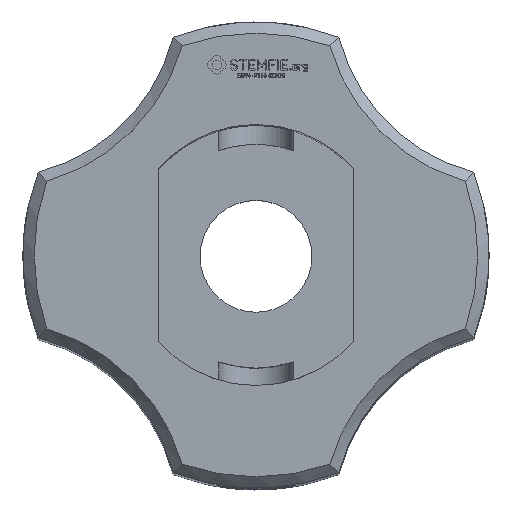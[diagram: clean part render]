
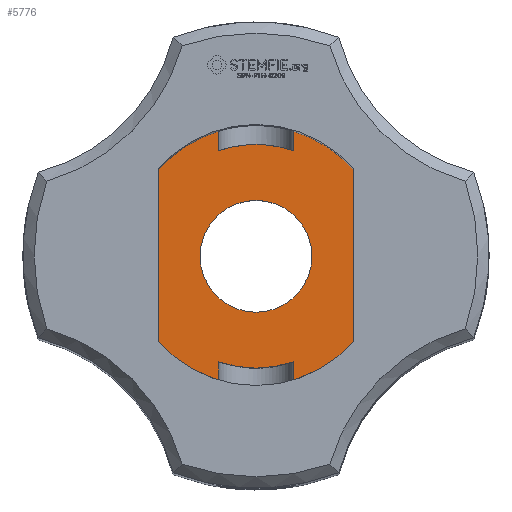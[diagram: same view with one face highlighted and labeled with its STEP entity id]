
A CAD part, top view. The second image highlights one B-rep face of the part: STEP entity #5776.
In plain terms, the highlighted planar face has unit normal (0, 0, 1).
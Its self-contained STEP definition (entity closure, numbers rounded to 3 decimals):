
#1052 = VERTEX_POINT('',#1053);
#1053 = CARTESIAN_POINT('',(2.829,0.998,11.));
#1067 = EDGE_CURVE('',#1068,#1052,#1070,.T.);
#1068 = VERTEX_POINT('',#1069);
#1069 = CARTESIAN_POINT('',(2.625,0.998,11.));
#1070 = LINE('',#1071,#1072);
#1071 = CARTESIAN_POINT('',(36.263,0.998,11.));
#1072 = VECTOR('',#1073,1.);
#1073 = DIRECTION('',(1.,0.,0.));
#1076 = VERTEX_POINT('',#1077);
#1077 = CARTESIAN_POINT('',(2.625,-0.998,11.));
#1084 = EDGE_CURVE('',#1076,#1085,#1087,.T.);
#1085 = VERTEX_POINT('',#1086);
#1086 = CARTESIAN_POINT('',(2.829,-0.998,11.));
#1087 = LINE('',#1088,#1089);
#1088 = CARTESIAN_POINT('',(36.263,-0.998,11.));
#1089 = VECTOR('',#1090,1.);
#1090 = DIRECTION('',(1.,0.,0.));
#5707 = EDGE_CURVE('',#5708,#1068,#5710,.T.);
#5708 = VERTEX_POINT('',#5709);
#5709 = CARTESIAN_POINT('',(2.625,2.315,11.));
#5710 = LINE('',#5711,#5712);
#5711 = CARTESIAN_POINT('',(2.625,2.315,11.));
#5712 = VECTOR('',#5713,1.);
#5713 = DIRECTION('',(0.,-1.,0.));
#5723 = VERTEX_POINT('',#5724);
#5724 = CARTESIAN_POINT('',(2.625,-2.315,11.));
#5730 = EDGE_CURVE('',#1076,#5723,#5731,.T.);
#5731 = LINE('',#5732,#5733);
#5732 = CARTESIAN_POINT('',(2.625,2.315,11.));
#5733 = VECTOR('',#5734,1.);
#5734 = DIRECTION('',(0.,-1.,0.));
#5763 = EDGE_CURVE('',#1052,#1085,#5764,.T.);
#5764 = CIRCLE('',#5765,3.);
#5765 = AXIS2_PLACEMENT_3D('',#5766,#5767,#5768);
#5766 = CARTESIAN_POINT('',(0.,0.,11.));
#5767 = DIRECTION('',(0.,0.,-1.));
#5768 = DIRECTION('',(0.,1.,0.));
#5776 = ADVANCED_FACE('',(#5777,#5918),#5929,.T.);
#5777 = FACE_BOUND('',#5778,.T.);
#5778 = EDGE_LOOP('',(#5779,#5780,#5781,#5782,#5783,#5792,#5800,#5809,
    #5818,#5826,#5835,#5843,#5851,#5860,#5868,#5876,#5885,#5893,#5902,
    #5910,#5917));
#5779 = ORIENTED_EDGE('',*,*,#1084,.T.);
#5780 = ORIENTED_EDGE('',*,*,#5763,.F.);
#5781 = ORIENTED_EDGE('',*,*,#1067,.F.);
#5782 = ORIENTED_EDGE('',*,*,#5707,.F.);
#5783 = ORIENTED_EDGE('',*,*,#5784,.T.);
#5784 = EDGE_CURVE('',#5708,#5785,#5787,.T.);
#5785 = VERTEX_POINT('',#5786);
#5786 = CARTESIAN_POINT('',(0.998,3.355,11.));
#5787 = CIRCLE('',#5788,3.5);
#5788 = AXIS2_PLACEMENT_3D('',#5789,#5790,#5791);
#5789 = CARTESIAN_POINT('',(0.,0.,11.));
#5790 = DIRECTION('',(0.,0.,1.));
#5791 = DIRECTION('',(1.,0.,0.));
#5792 = ORIENTED_EDGE('',*,*,#5793,.T.);
#5793 = EDGE_CURVE('',#5785,#5794,#5796,.T.);
#5794 = VERTEX_POINT('',#5795);
#5795 = CARTESIAN_POINT('',(0.998,2.829,11.));
#5796 = LINE('',#5797,#5798);
#5797 = CARTESIAN_POINT('',(0.998,-36.263,11.));
#5798 = VECTOR('',#5799,1.);
#5799 = DIRECTION('',(0.,-1.,0.));
#5800 = ORIENTED_EDGE('',*,*,#5801,.F.);
#5801 = EDGE_CURVE('',#5802,#5794,#5804,.T.);
#5802 = VERTEX_POINT('',#5803);
#5803 = CARTESIAN_POINT('',(0.,3.,11.));
#5804 = CIRCLE('',#5805,3.);
#5805 = AXIS2_PLACEMENT_3D('',#5806,#5807,#5808);
#5806 = CARTESIAN_POINT('',(0.,0.,11.));
#5807 = DIRECTION('',(0.,0.,-1.));
#5808 = DIRECTION('',(0.,1.,0.));
#5809 = ORIENTED_EDGE('',*,*,#5810,.F.);
#5810 = EDGE_CURVE('',#5811,#5802,#5813,.T.);
#5811 = VERTEX_POINT('',#5812);
#5812 = CARTESIAN_POINT('',(-0.998,2.829,11.));
#5813 = CIRCLE('',#5814,3.);
#5814 = AXIS2_PLACEMENT_3D('',#5815,#5816,#5817);
#5815 = CARTESIAN_POINT('',(0.,0.,11.));
#5816 = DIRECTION('',(0.,0.,-1.));
#5817 = DIRECTION('',(0.,1.,0.));
#5818 = ORIENTED_EDGE('',*,*,#5819,.F.);
#5819 = EDGE_CURVE('',#5820,#5811,#5822,.T.);
#5820 = VERTEX_POINT('',#5821);
#5821 = CARTESIAN_POINT('',(-0.998,3.355,11.));
#5822 = LINE('',#5823,#5824);
#5823 = CARTESIAN_POINT('',(-0.998,-36.263,11.));
#5824 = VECTOR('',#5825,1.);
#5825 = DIRECTION('',(0.,-1.,0.));
#5826 = ORIENTED_EDGE('',*,*,#5827,.T.);
#5827 = EDGE_CURVE('',#5820,#5828,#5830,.T.);
#5828 = VERTEX_POINT('',#5829);
#5829 = CARTESIAN_POINT('',(-2.625,2.315,11.));
#5830 = CIRCLE('',#5831,3.5);
#5831 = AXIS2_PLACEMENT_3D('',#5832,#5833,#5834);
#5832 = CARTESIAN_POINT('',(0.,0.,11.));
#5833 = DIRECTION('',(0.,0.,1.));
#5834 = DIRECTION('',(1.,0.,0.));
#5835 = ORIENTED_EDGE('',*,*,#5836,.T.);
#5836 = EDGE_CURVE('',#5828,#5837,#5839,.T.);
#5837 = VERTEX_POINT('',#5838);
#5838 = CARTESIAN_POINT('',(-2.625,0.998,11.));
#5839 = LINE('',#5840,#5841);
#5840 = CARTESIAN_POINT('',(-2.625,2.315,11.));
#5841 = VECTOR('',#5842,1.);
#5842 = DIRECTION('',(0.,-1.,0.));
#5843 = ORIENTED_EDGE('',*,*,#5844,.F.);
#5844 = EDGE_CURVE('',#5845,#5837,#5847,.T.);
#5845 = VERTEX_POINT('',#5846);
#5846 = CARTESIAN_POINT('',(-2.829,0.998,11.));
#5847 = LINE('',#5848,#5849);
#5848 = CARTESIAN_POINT('',(36.263,0.998,11.));
#5849 = VECTOR('',#5850,1.);
#5850 = DIRECTION('',(1.,0.,0.));
#5851 = ORIENTED_EDGE('',*,*,#5852,.F.);
#5852 = EDGE_CURVE('',#5853,#5845,#5855,.T.);
#5853 = VERTEX_POINT('',#5854);
#5854 = CARTESIAN_POINT('',(-2.829,-0.998,11.));
#5855 = CIRCLE('',#5856,3.);
#5856 = AXIS2_PLACEMENT_3D('',#5857,#5858,#5859);
#5857 = CARTESIAN_POINT('',(0.,0.,11.));
#5858 = DIRECTION('',(0.,0.,-1.));
#5859 = DIRECTION('',(0.,1.,0.));
#5860 = ORIENTED_EDGE('',*,*,#5861,.T.);
#5861 = EDGE_CURVE('',#5853,#5862,#5864,.T.);
#5862 = VERTEX_POINT('',#5863);
#5863 = CARTESIAN_POINT('',(-2.625,-0.998,11.));
#5864 = LINE('',#5865,#5866);
#5865 = CARTESIAN_POINT('',(36.263,-0.998,11.));
#5866 = VECTOR('',#5867,1.);
#5867 = DIRECTION('',(1.,0.,0.));
#5868 = ORIENTED_EDGE('',*,*,#5869,.T.);
#5869 = EDGE_CURVE('',#5862,#5870,#5872,.T.);
#5870 = VERTEX_POINT('',#5871);
#5871 = CARTESIAN_POINT('',(-2.625,-2.315,11.));
#5872 = LINE('',#5873,#5874);
#5873 = CARTESIAN_POINT('',(-2.625,2.315,11.));
#5874 = VECTOR('',#5875,1.);
#5875 = DIRECTION('',(0.,-1.,0.));
#5876 = ORIENTED_EDGE('',*,*,#5877,.T.);
#5877 = EDGE_CURVE('',#5870,#5878,#5880,.T.);
#5878 = VERTEX_POINT('',#5879);
#5879 = CARTESIAN_POINT('',(-0.998,-3.355,11.));
#5880 = CIRCLE('',#5881,3.5);
#5881 = AXIS2_PLACEMENT_3D('',#5882,#5883,#5884);
#5882 = CARTESIAN_POINT('',(0.,0.,11.));
#5883 = DIRECTION('',(0.,0.,1.));
#5884 = DIRECTION('',(1.,0.,0.));
#5885 = ORIENTED_EDGE('',*,*,#5886,.F.);
#5886 = EDGE_CURVE('',#5887,#5878,#5889,.T.);
#5887 = VERTEX_POINT('',#5888);
#5888 = CARTESIAN_POINT('',(-0.998,-2.829,11.));
#5889 = LINE('',#5890,#5891);
#5890 = CARTESIAN_POINT('',(-0.998,-36.263,11.));
#5891 = VECTOR('',#5892,1.);
#5892 = DIRECTION('',(0.,-1.,0.));
#5893 = ORIENTED_EDGE('',*,*,#5894,.F.);
#5894 = EDGE_CURVE('',#5895,#5887,#5897,.T.);
#5895 = VERTEX_POINT('',#5896);
#5896 = CARTESIAN_POINT('',(0.998,-2.829,11.));
#5897 = CIRCLE('',#5898,3.);
#5898 = AXIS2_PLACEMENT_3D('',#5899,#5900,#5901);
#5899 = CARTESIAN_POINT('',(0.,0.,11.));
#5900 = DIRECTION('',(0.,0.,-1.));
#5901 = DIRECTION('',(0.,1.,0.));
#5902 = ORIENTED_EDGE('',*,*,#5903,.T.);
#5903 = EDGE_CURVE('',#5895,#5904,#5906,.T.);
#5904 = VERTEX_POINT('',#5905);
#5905 = CARTESIAN_POINT('',(0.998,-3.355,11.));
#5906 = LINE('',#5907,#5908);
#5907 = CARTESIAN_POINT('',(0.998,-36.263,11.));
#5908 = VECTOR('',#5909,1.);
#5909 = DIRECTION('',(0.,-1.,0.));
#5910 = ORIENTED_EDGE('',*,*,#5911,.T.);
#5911 = EDGE_CURVE('',#5904,#5723,#5912,.T.);
#5912 = CIRCLE('',#5913,3.5);
#5913 = AXIS2_PLACEMENT_3D('',#5914,#5915,#5916);
#5914 = CARTESIAN_POINT('',(0.,0.,11.));
#5915 = DIRECTION('',(0.,0.,1.));
#5916 = DIRECTION('',(1.,0.,0.));
#5917 = ORIENTED_EDGE('',*,*,#5730,.F.);
#5918 = FACE_BOUND('',#5919,.T.);
#5919 = EDGE_LOOP('',(#5920));
#5920 = ORIENTED_EDGE('',*,*,#5921,.T.);
#5921 = EDGE_CURVE('',#5922,#5922,#5924,.T.);
#5922 = VERTEX_POINT('',#5923);
#5923 = CARTESIAN_POINT('',(0.,1.5,11.));
#5924 = CIRCLE('',#5925,1.5);
#5925 = AXIS2_PLACEMENT_3D('',#5926,#5927,#5928);
#5926 = CARTESIAN_POINT('',(0.,0.,11.));
#5927 = DIRECTION('',(0.,0.,-1.));
#5928 = DIRECTION('',(0.,1.,0.));
#5929 = PLANE('',#5930);
#5930 = AXIS2_PLACEMENT_3D('',#5931,#5932,#5933);
#5931 = CARTESIAN_POINT('',(0.,0.001,11.)
  );
#5932 = DIRECTION('',(0.,0.,1.));
#5933 = DIRECTION('',(0.,1.,0.));
